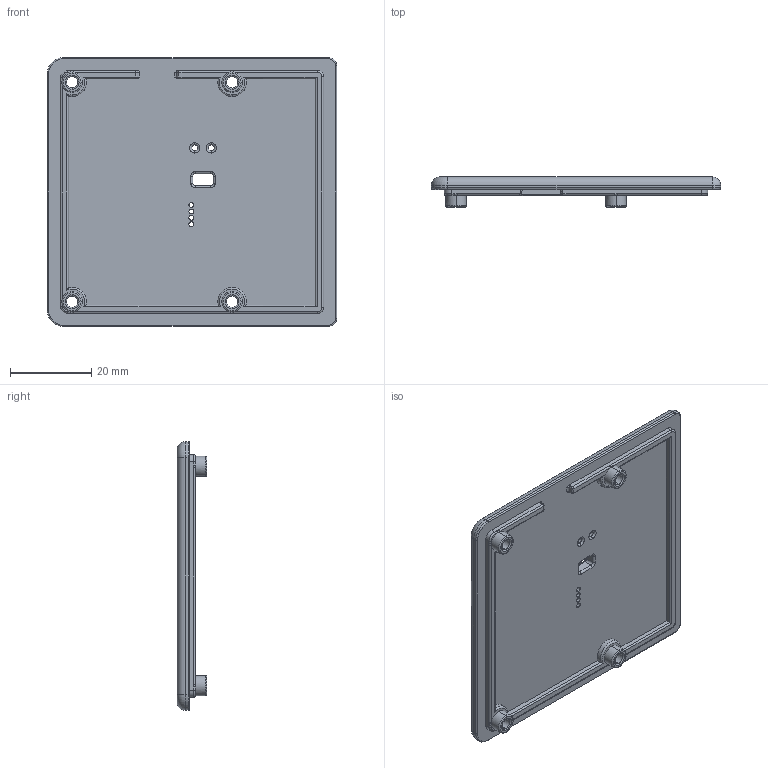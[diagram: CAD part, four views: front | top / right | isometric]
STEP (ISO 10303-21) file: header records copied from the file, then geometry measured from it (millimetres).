
FILE_DESCRIPTION (( 'STEP AP214' ), '1' );
FILE_NAME ('CapiBridge_Case_lit.STEP', '2024-05-25T18:31:48', ( '' ), ( '' ), 'SwSTEP 2.0', 'SolidWorks 2022', '' );
FILE_SCHEMA (( 'AUTOMOTIVE_DESIGN' ));
Length unit declared in the file: millimetre
Products named in the file (1): CapiBridge_Case_lit
Bounding box: 71 x 7.3 x 66 mm (x, y, z)
Volume: 14425.6 mm3; surface area: 11037.8 mm2
Topology: 1 solids, 1 shells, 511 faces, 1202 edges, 716 vertices
Faces by surface type: bspline 178, cylinder 154, plane 113, torus 64, sphere 2
Entity records: 23888 total; most frequent: CARTESIAN_POINT 13446, ORIENTED_EDGE 2400, DIRECTION 1754, EDGE_CURVE 1200, VERTEX_POINT 716, AXIS2_PLACEMENT_3D 635, EDGE_LOOP 558, FACE_OUTER_BOUND 511
